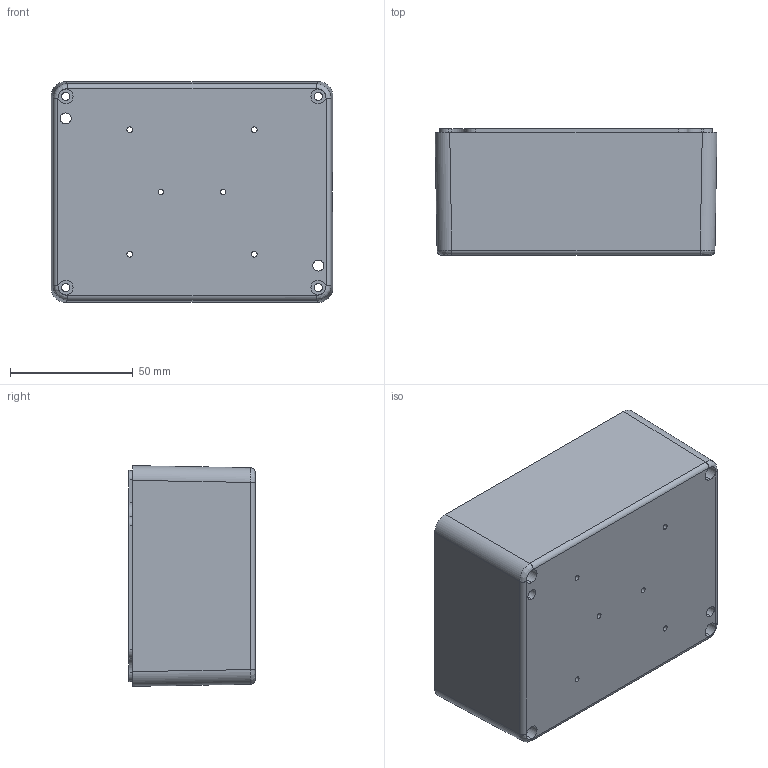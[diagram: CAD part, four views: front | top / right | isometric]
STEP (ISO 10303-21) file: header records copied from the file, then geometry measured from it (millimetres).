
FILE_DESCRIPTION (( 'STEP AP203' ), '1' );
FILE_NAME ('AN-1304-A-machined-box.STEP', '2024-07-05T18:14:30', ( '' ), ( '' ), 'SwSTEP 2.0', 'SolidWorks 2023', '' );
FILE_SCHEMA (( 'CONFIG_CONTROL_DESIGN' ));
Length unit declared in the file: inch
Products named in the file (1): AN-1304-A-machined-box
Bounding box: 115 x 51.5 x 90 mm (x, y, z)
Volume: 104639.8 mm3; surface area: 65918.5 mm2
Topology: 1 solids, 1 shells, 273 faces, 749 edges, 488 vertices
Faces by surface type: plane 136, cylinder 108, bspline 17, cone 12
Entity records: 10550 total; most frequent: CARTESIAN_POINT 3601, ORIENTED_EDGE 1498, DIRECTION 1354, EDGE_CURVE 749, VERTEX_POINT 488, LINE 480, VECTOR 480, AXIS2_PLACEMENT_3D 437
